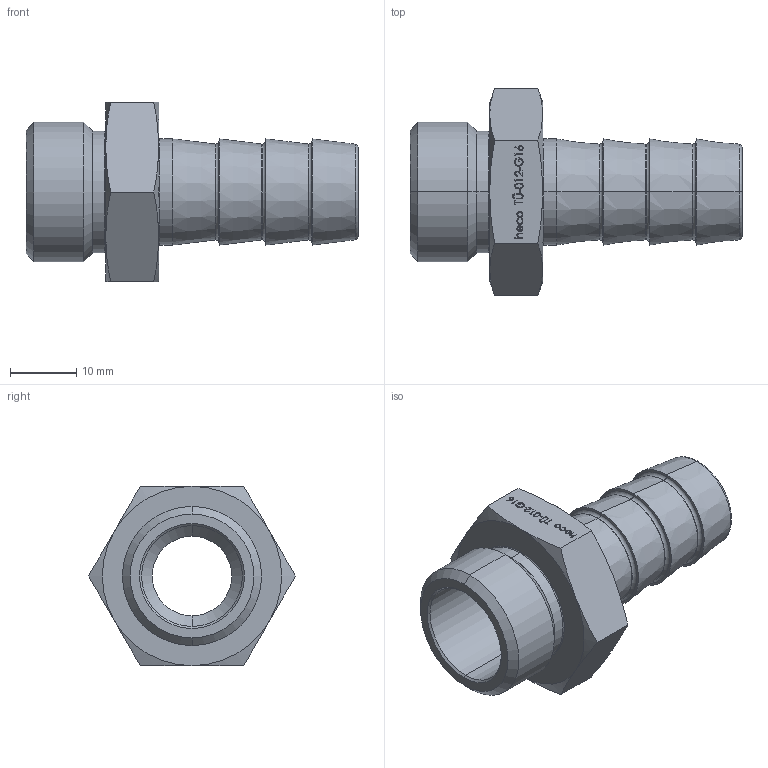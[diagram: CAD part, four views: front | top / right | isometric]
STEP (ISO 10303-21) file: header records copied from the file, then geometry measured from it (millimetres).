
FILE_DESCRIPTION (( 'STEP AP214' ), '1' );
FILE_NAME ('TÜ-012-G16-x Schlauchtülle 6Kt zyl 1806.STEP', '2018-06-04T12:41:03', ( '' ), ( '' ), 'SwSTEP 2.0', 'SolidWorks 2016', '' );
FILE_SCHEMA (( 'AUTOMOTIVE_DESIGN' ));
Length unit declared in the file: millimetre
Products named in the file (1): TÜ-012-G16-x Schlauchtülle 6Kt zyl 1806
Bounding box: 50 x 31.18 x 27 mm (x, y, z)
Volume: 7704 mm3; surface area: 6048.5 mm2
Topology: 1 solids, 1 shells, 241 faces, 589 edges, 372 vertices
Faces by surface type: plane 90, bspline 83, cone 36, torus 22, cylinder 10
Entity records: 13360 total; most frequent: CARTESIAN_POINT 6462, ORIENTED_EDGE 1178, DIRECTION 813, EDGE_CURVE 589, VERTEX_POINT 372, LINE 303, VECTOR 303, EDGE_LOOP 265
